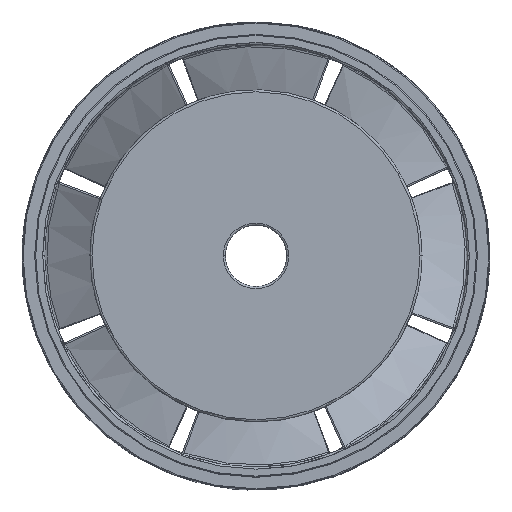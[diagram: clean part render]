
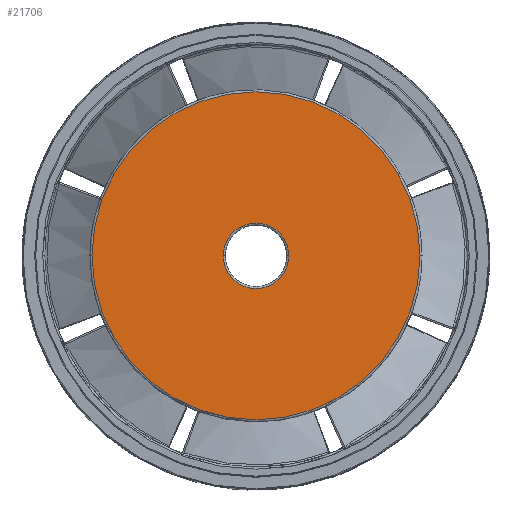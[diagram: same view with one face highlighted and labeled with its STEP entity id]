
A CAD part, top view. The second image highlights one B-rep face of the part: STEP entity #21706.
In plain terms, the highlighted planar face has unit normal (0, 0, 1).
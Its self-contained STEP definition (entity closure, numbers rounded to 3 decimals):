
#1679 = VERTEX_POINT ( 'NONE', #17198 ) ;
#2000 = ORIENTED_EDGE ( 'NONE', *, *, #17588, .T. ) ;
#2998 = AXIS2_PLACEMENT_3D ( 'NONE', #30249, #6957, #28336 ) ;
#3082 = EDGE_CURVE ( 'NONE', #22722, #20609, #3097, .T. ) ;
#3097 = CIRCLE ( 'NONE', #20156, 3.25 ) ;
#4668 = AXIS2_PLACEMENT_3D ( 'NONE', #21805, #8724, #19227 ) ;
#5945 = EDGE_CURVE ( 'NONE', #20609, #22722, #19512, .T. ) ;
#6380 = EDGE_CURVE ( 'NONE', #1679, #30440, #31659, .T. ) ;
#6957 = DIRECTION ( 'NONE',  ( 0., 0., 1. ) ) ;
#7196 = AXIS2_PLACEMENT_3D ( 'NONE', #7203, #33776, #31344 ) ;
#7203 = CARTESIAN_POINT ( 'NONE',  ( 0., 0., 0. ) ) ;
#7317 = CARTESIAN_POINT ( 'NONE',  ( 0., 0., 0. ) ) ;
#8724 = DIRECTION ( 'NONE',  ( 0., 0., -1. ) ) ;
#9206 = CARTESIAN_POINT ( 'NONE',  ( -3.25, 0., 0. ) ) ;
#9958 = EDGE_LOOP ( 'NONE', ( #13698, #20272 ) ) ;
#13698 = ORIENTED_EDGE ( 'NONE', *, *, #5945, .T. ) ;
#14355 = CIRCLE ( 'NONE', #7196, 16.3 ) ;
#15389 = DIRECTION ( 'NONE',  ( 0., 0., 1. ) ) ;
#17198 = CARTESIAN_POINT ( 'NONE',  ( 16.3, 0., 0. ) ) ;
#17588 = EDGE_CURVE ( 'NONE', #30440, #1679, #14355, .T. ) ;
#17809 = FACE_BOUND ( 'NONE', #9958, .T. ) ;
#18472 = CARTESIAN_POINT ( 'NONE',  ( 0., 0., 0. ) ) ;
#19227 = DIRECTION ( 'NONE',  ( 1., 0., 0. ) ) ;
#19512 = CIRCLE ( 'NONE', #4668, 3.25 ) ;
#19879 = PLANE ( 'NONE',  #2998 ) ;
#20156 = AXIS2_PLACEMENT_3D ( 'NONE', #7317, #28363, #31124 ) ;
#20272 = ORIENTED_EDGE ( 'NONE', *, *, #3082, .T. ) ;
#20609 = VERTEX_POINT ( 'NONE', #31760 ) ;
#21698 = ORIENTED_EDGE ( 'NONE', *, *, #6380, .T. ) ;
#21706 = ADVANCED_FACE ( 'NONE', ( #25051, #17809 ), #19879, .T. ) ;
#21805 = CARTESIAN_POINT ( 'NONE',  ( 0., 0., 0. ) ) ;
#22722 = VERTEX_POINT ( 'NONE', #9206 ) ;
#22785 = CARTESIAN_POINT ( 'NONE',  ( -16.3, 0., 0. ) ) ;
#23481 = DIRECTION ( 'NONE',  ( 1., 0., 0. ) ) ;
#25051 = FACE_OUTER_BOUND ( 'NONE', #29057, .T. ) ;
#27279 = AXIS2_PLACEMENT_3D ( 'NONE', #18472, #15389, #23481 ) ;
#28336 = DIRECTION ( 'NONE',  ( 1., 0., 0. ) ) ;
#28363 = DIRECTION ( 'NONE',  ( 0., 0., -1. ) ) ;
#29057 = EDGE_LOOP ( 'NONE', ( #21698, #2000 ) ) ;
#30249 = CARTESIAN_POINT ( 'NONE',  ( 0., 0., 0. ) ) ;
#30440 = VERTEX_POINT ( 'NONE', #22785 ) ;
#31124 = DIRECTION ( 'NONE',  ( 1., 0., 0. ) ) ;
#31344 = DIRECTION ( 'NONE',  ( 1., 0., 0. ) ) ;
#31659 = CIRCLE ( 'NONE', #27279, 16.3 ) ;
#31760 = CARTESIAN_POINT ( 'NONE',  ( 3.25, 0., 0. ) ) ;
#33776 = DIRECTION ( 'NONE',  ( 0., 0., 1. ) ) ;
